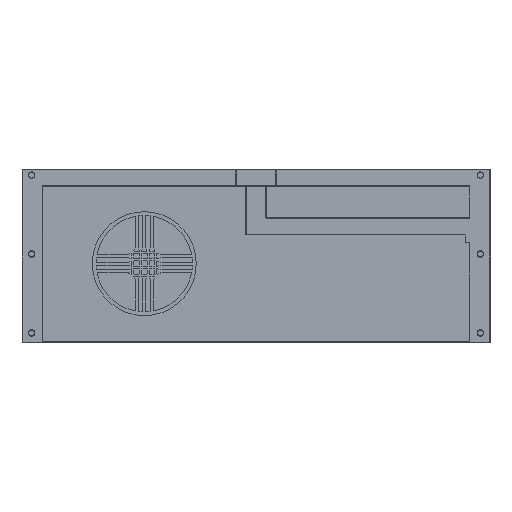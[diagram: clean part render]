
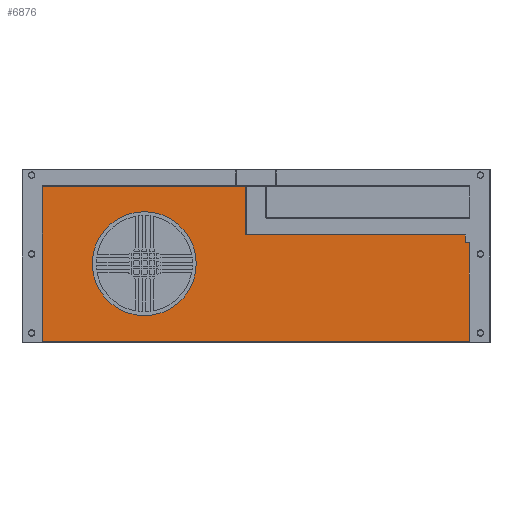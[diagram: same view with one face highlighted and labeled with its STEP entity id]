
A CAD part, top view. The second image highlights one B-rep face of the part: STEP entity #6876.
In plain terms, the highlighted planar face has unit normal (0, 0, 1).
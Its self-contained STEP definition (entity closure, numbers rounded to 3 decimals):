
#35=FACE_BOUND('',#956,.T.);
#204=PLANE('',#7447);
#563=FACE_OUTER_BOUND('',#955,.T.);
#955=EDGE_LOOP('',(#5929,#5930,#5931,#5932,#5933,#5934,#5935,#5936,#5937,
#5938,#5939));
#956=EDGE_LOOP('',(#5940));
#1640=LINE('',#11022,#2430);
#1641=LINE('',#11024,#2431);
#1642=LINE('',#11026,#2432);
#1643=LINE('',#11028,#2433);
#1644=LINE('',#11030,#2434);
#1645=LINE('',#11032,#2435);
#1646=LINE('',#11034,#2436);
#1647=LINE('',#11036,#2437);
#1648=LINE('',#11038,#2438);
#1649=LINE('',#11040,#2439);
#1650=LINE('',#11041,#2440);
#2430=VECTOR('',#8995,10.);
#2431=VECTOR('',#8996,10.);
#2432=VECTOR('',#8997,10.);
#2433=VECTOR('',#8998,10.);
#2434=VECTOR('',#8999,10.);
#2435=VECTOR('',#9000,10.);
#2436=VECTOR('',#9001,10.);
#2437=VECTOR('',#9002,10.);
#2438=VECTOR('',#9003,10.);
#2439=VECTOR('',#9004,10.);
#2440=VECTOR('',#9005,10.);
#2861=CIRCLE('',#7446,27.);
#3373=VERTEX_POINT('',#11016);
#3374=VERTEX_POINT('',#11020);
#3375=VERTEX_POINT('',#11021);
#3376=VERTEX_POINT('',#11023);
#3377=VERTEX_POINT('',#11025);
#3378=VERTEX_POINT('',#11027);
#3379=VERTEX_POINT('',#11029);
#3380=VERTEX_POINT('',#11031);
#3381=VERTEX_POINT('',#11033);
#3382=VERTEX_POINT('',#11035);
#3383=VERTEX_POINT('',#11037);
#3384=VERTEX_POINT('',#11039);
#4251=EDGE_CURVE('',#3373,#3373,#2861,.T.);
#4253=EDGE_CURVE('',#3374,#3375,#1640,.T.);
#4254=EDGE_CURVE('',#3376,#3374,#1641,.T.);
#4255=EDGE_CURVE('',#3377,#3376,#1642,.T.);
#4256=EDGE_CURVE('',#3378,#3377,#1643,.T.);
#4257=EDGE_CURVE('',#3379,#3378,#1644,.T.);
#4258=EDGE_CURVE('',#3380,#3379,#1645,.T.);
#4259=EDGE_CURVE('',#3381,#3380,#1646,.T.);
#4260=EDGE_CURVE('',#3382,#3381,#1647,.T.);
#4261=EDGE_CURVE('',#3383,#3382,#1648,.T.);
#4262=EDGE_CURVE('',#3384,#3383,#1649,.T.);
#4263=EDGE_CURVE('',#3375,#3384,#1650,.T.);
#5929=ORIENTED_EDGE('',*,*,#4253,.F.);
#5930=ORIENTED_EDGE('',*,*,#4254,.F.);
#5931=ORIENTED_EDGE('',*,*,#4255,.F.);
#5932=ORIENTED_EDGE('',*,*,#4256,.F.);
#5933=ORIENTED_EDGE('',*,*,#4257,.F.);
#5934=ORIENTED_EDGE('',*,*,#4258,.F.);
#5935=ORIENTED_EDGE('',*,*,#4259,.F.);
#5936=ORIENTED_EDGE('',*,*,#4260,.F.);
#5937=ORIENTED_EDGE('',*,*,#4261,.F.);
#5938=ORIENTED_EDGE('',*,*,#4262,.F.);
#5939=ORIENTED_EDGE('',*,*,#4263,.F.);
#5940=ORIENTED_EDGE('',*,*,#4251,.T.);
#6876=ADVANCED_FACE('',(#563,#35),#204,.T.);
#7446=AXIS2_PLACEMENT_3D('',#11017,#8990,#8991);
#7447=AXIS2_PLACEMENT_3D('',#11019,#8993,#8994);
#8990=DIRECTION('center_axis',(0.,0.,-1.));
#8991=DIRECTION('ref_axis',(-1.,0.,0.));
#8993=DIRECTION('center_axis',(0.,0.,1.));
#8994=DIRECTION('ref_axis',(0.,-1.,0.));
#8995=DIRECTION('',(0.,-1.,0.));
#8996=DIRECTION('',(1.,0.,0.));
#8997=DIRECTION('',(0.707,0.707,0.));
#8998=DIRECTION('',(0.,1.,0.));
#8999=DIRECTION('',(-0.707,0.707,0.));
#9000=DIRECTION('',(-1.,0.,0.));
#9001=DIRECTION('',(-0.707,-0.707,0.));
#9002=DIRECTION('',(0.,-1.,0.));
#9003=DIRECTION('',(1.,0.,0.));
#9004=DIRECTION('',(0.,-1.,0.));
#9005=DIRECTION('',(1.,0.,0.));
#11016=CARTESIAN_POINT('',(-31.041,3.788,-9.));
#11017=CARTESIAN_POINT('Origin',(-58.041,3.788,-9.));
#11019=CARTESIAN_POINT('Origin',(-121.581,52.788,-9.));
#11020=CARTESIAN_POINT('',(-5.25,44.038,-9.));
#11021=CARTESIAN_POINT('',(-5.25,18.7,-9.));
#11022=CARTESIAN_POINT('',(-5.25,50.869,-9.));
#11023=CARTESIAN_POINT('',(-110.581,44.038,-9.));
#11024=CARTESIAN_POINT('',(-5.25,44.038,-9.));
#11025=CARTESIAN_POINT('',(-110.831,43.788,-9.));
#11026=CARTESIAN_POINT('',(-111.331,43.288,-9.));
#11027=CARTESIAN_POINT('',(-110.831,-36.212,-9.));
#11028=CARTESIAN_POINT('',(-110.831,48.538,-9.));
#11029=CARTESIAN_POINT('',(-110.581,-36.462,-9.));
#11030=CARTESIAN_POINT('',(-135.581,-11.462,-9.));
#11031=CARTESIAN_POINT('',(110.581,-36.462,-9.));
#11032=CARTESIAN_POINT('',(-116.331,-36.462,-9.));
#11033=CARTESIAN_POINT('',(110.831,-36.212,-9.));
#11034=CARTESIAN_POINT('',(75.041,-72.003,-9.));
#11035=CARTESIAN_POINT('',(110.831,14.7,-9.));
#11036=CARTESIAN_POINT('',(110.831,8.038,-9.));
#11037=CARTESIAN_POINT('',(108.75,14.7,-9.));
#11038=CARTESIAN_POINT('',(-3.791,14.7,-9.));
#11039=CARTESIAN_POINT('',(108.75,18.7,-9.));
#11040=CARTESIAN_POINT('',(108.75,35.869,-9.));
#11041=CARTESIAN_POINT('',(-60.791,18.7,-9.));
